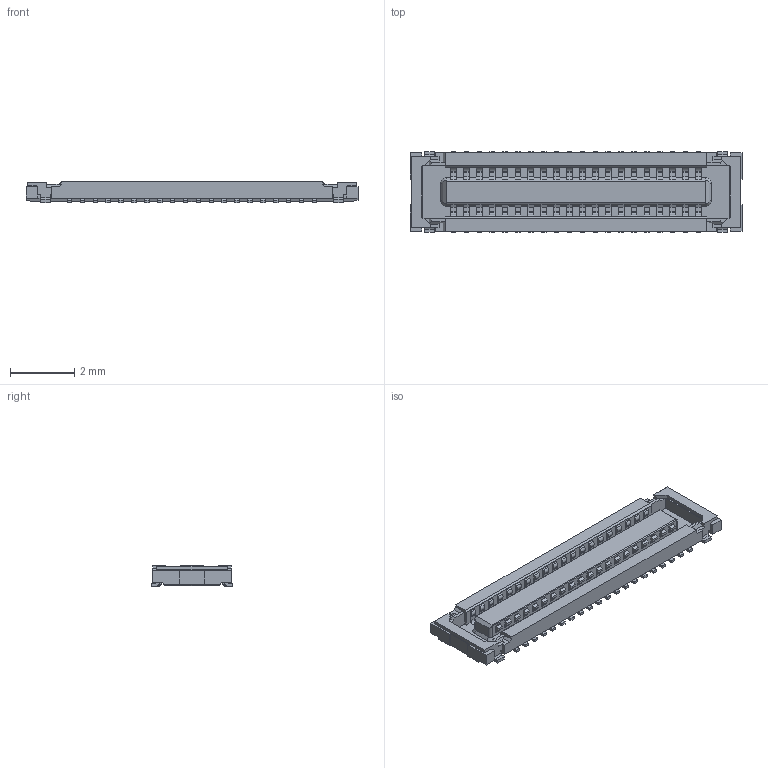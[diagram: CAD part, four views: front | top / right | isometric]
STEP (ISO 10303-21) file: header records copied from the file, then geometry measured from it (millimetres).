
FILE_DESCRIPTION (( 'STEP AP214' ), '1' );
FILE_NAME ('CONN-SMD_40P-P0.4-5055504020.step', '2022-07-29T13:29:00', ( '' ), ( '' ), 'SwSTEP 2.0', 'SolidWorks 2020', '' );
FILE_SCHEMA (( 'AUTOMOTIVE_DESIGN' ));
Length unit declared in the file: millimetre
Products named in the file (1): CONN-SMD_40P-P0.4-5055504020
Bounding box: 10.3 x 2.5 x 0.66 mm (x, y, z)
Volume: 10.6 mm3; surface area: 100.7 mm2
Topology: 14 solids, 14 shells, 1682 faces, 4810 edges, 3196 vertices
Faces by surface type: plane 1228, cylinder 334, bspline 112, cone 4, torus 4
Entity records: 74081 total; most frequent: CARTESIAN_POINT 11473, ORIENTED_EDGE 9620, DIRECTION 8345, EDGE_CURVE 4810, LINE 3859, VECTOR 3859, VERTEX_POINT 3196, AXIS2_PLACEMENT_3D 2243
